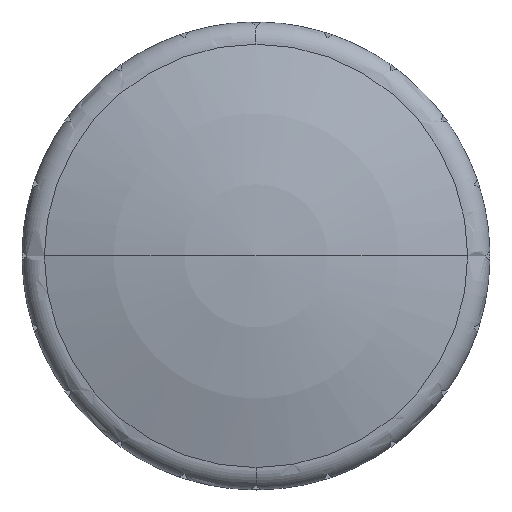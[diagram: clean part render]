
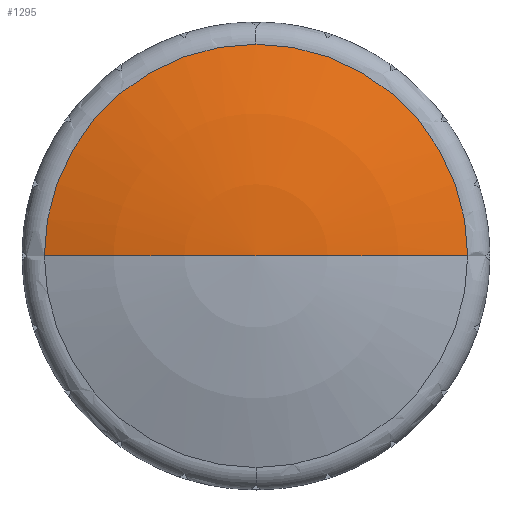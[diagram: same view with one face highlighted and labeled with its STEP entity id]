
A CAD part, top view. The second image highlights one B-rep face of the part: STEP entity #1295.
In plain terms, the highlighted spherical face has radius 30.834 mm.
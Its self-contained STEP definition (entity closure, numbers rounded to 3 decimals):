
#845=EDGE_CURVE('',#1363,#1471,#2131,.T.);
#871=EDGE_CURVE('',#1901,#1363,#2159,.T.);
#903=VERTEX_POINT('',#2194);
#965=EDGE_CURVE('',#903,#1471,#2266,.T.);
#1175=EDGE_CURVE('',#1901,#903,#2503,.T.);
#1295=ADVANCED_FACE('',(#2635),#2636,.T.);
#1363=VERTEX_POINT('',#2710);
#1471=VERTEX_POINT('',#2827);
#1901=VERTEX_POINT('',#3293);
#2131=CIRCLE('',#3737,9.5);
#2159=CIRCLE('',#3785,9.5);
#2194=CARTESIAN_POINT('',(0.0,0.0,16.5));
#2266=CIRCLE('',#3959,30.834);
#2503=CIRCLE('',#4389,30.834);
#2635=FACE_OUTER_BOUND('',#4586,.T.);
#2636=SPHERICAL_SURFACE('',#4587,30.834);
#2710=CARTESIAN_POINT('',(0.,9.5,15.));
#2827=CARTESIAN_POINT('',(-9.5,0.,15.));
#3293=CARTESIAN_POINT('',(9.5,0.,15.));
#3737=AXIS2_PLACEMENT_3D('',#6085,#6086,#6087);
#3785=AXIS2_PLACEMENT_3D('',#6116,#6117,#6118);
#3959=AXIS2_PLACEMENT_3D('',#6283,#6284,#6285);
#4389=AXIS2_PLACEMENT_3D('',#6633,#6634,#6635);
#4586=EDGE_LOOP('',(#6814,#6815,#6816,#6817));
#4587=AXIS2_PLACEMENT_3D('',#6818,#6819,#6820);
#6085=CARTESIAN_POINT('',(0.0,0.,15.));
#6086=DIRECTION('',(0.0,0.,1.0));
#6087=DIRECTION('',(-1.0,0.0,0.0));
#6116=CARTESIAN_POINT('',(0.0,0.,15.));
#6117=DIRECTION('',(0.0,0.,1.0));
#6118=DIRECTION('',(-1.0,0.0,0.0));
#6283=CARTESIAN_POINT('',(0.0,0.0,-14.334));
#6284=DIRECTION('',(0.,-1.0,0.0));
#6285=DIRECTION('',(0.0,0.0,1.0));
#6633=CARTESIAN_POINT('',(0.0,0.0,-14.334));
#6634=DIRECTION('',(0.,-1.0,0.0));
#6635=DIRECTION('',(0.0,0.0,1.0));
#6814=ORIENTED_EDGE('',*,*,#1175,.F.);
#6815=ORIENTED_EDGE('',*,*,#871,.T.);
#6816=ORIENTED_EDGE('',*,*,#845,.T.);
#6817=ORIENTED_EDGE('',*,*,#965,.F.);
#6818=CARTESIAN_POINT('',(0.0,0.0,-14.334));
#6819=DIRECTION('',(0.0,0.0,1.0));
#6820=DIRECTION('',(1.0,0.0,0.0));
